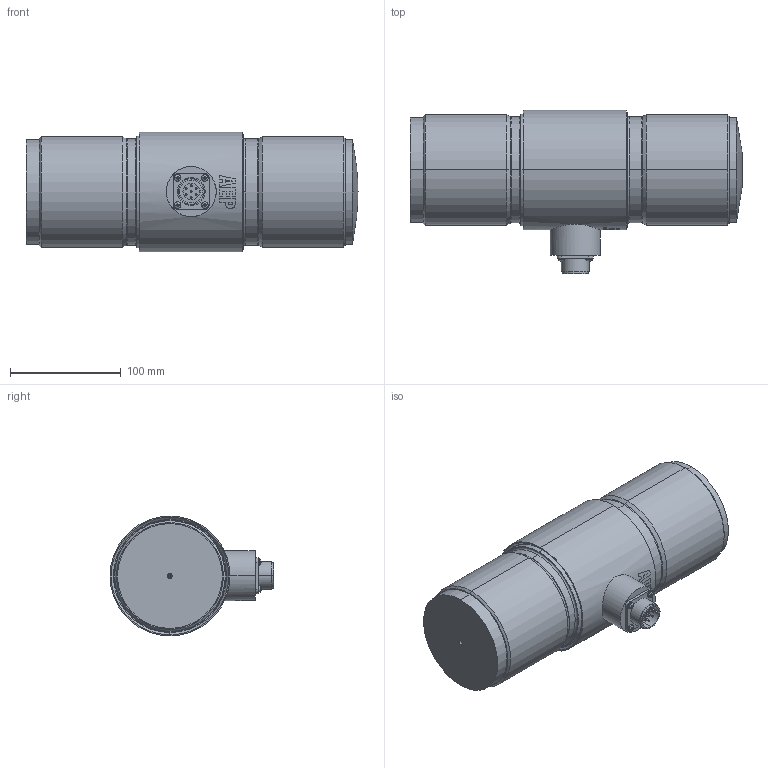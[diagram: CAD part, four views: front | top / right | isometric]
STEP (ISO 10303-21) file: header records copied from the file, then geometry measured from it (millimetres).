
FILE_DESCRIPTION(('STEP AP214'),'1');
FILE_NAME('CLT.stp','2015-05-18T08:18:26',(' '),(' '),'Spatial InterOp 3D',' ',' ');
FILE_SCHEMA(('automotive_design'));
Length unit declared in the file: metre
Products named in the file (1): Envelope
Bounding box: 299.37 x 147.76 x 108 mm (x, y, z)
Volume: 2456491.6 mm3; surface area: 131784.2 mm2
Topology: 1 solids, 9 shells, 357 faces, 946 edges, 617 vertices
Faces by surface type: plane 151, cylinder 89, cone 86, torus 20, sphere 10, bspline 1
Entity records: 14206 total; most frequent: CARTESIAN_POINT 2494, DIRECTION 1968, ORIENTED_EDGE 1856, EDGE_CURVE 928, AXIS2_PLACEMENT_3D 826, VERTEX_POINT 617, CIRCLE 469, EDGE_LOOP 393
